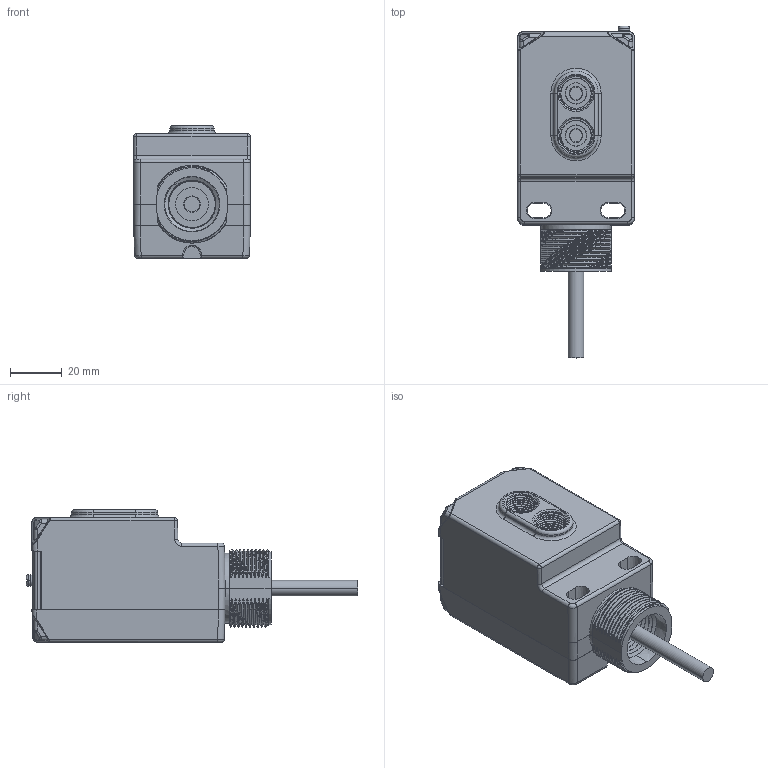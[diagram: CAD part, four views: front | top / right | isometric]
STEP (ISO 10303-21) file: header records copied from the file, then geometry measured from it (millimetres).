
FILE_DESCRIPTION((''),'2;1');
FILE_NAME('RLK61_FO_CB_ASM','2011-05-10T',('sereneee'),(''),'PRO/ENGINEER BY PARAMETRIC TECHNOLOGY CORPORATION, 2006140','PRO/ENGINEER BY PARAMETRIC TECHNOLOGY CORPORATION, 2006140','');
FILE_SCHEMA(('CONFIG_CONTROL_DESIGN'));
Length unit declared in the file: millimetre
Products named in the file (14): MSBR-12; MSBR-11; MSBR-10; MSBR-9; MSBR-8; MSBR-7; MSBR-6; MSBR-5; MSBR-4; MSBR-3; MSBR-2; MSBR-1; _RLK61_FO_CB; RLK61_FO_CB_ASM
Assembly tree (13 placements, depth 2):
  RLK61_FO_CB_ASM
    MSBR-12
    MSBR-11
    MSBR-10
    MSBR-9
    MSBR-8
    MSBR-7
    MSBR-6
    MSBR-5
    MSBR-4
    MSBR-3
    MSBR-2
    MSBR-1
    _RLK61_FO_CB
Bounding box: 45 x 127.96 x 51.1 mm (x, y, z)
Volume: 65749.6 mm3; surface area: 55968.2 mm2
Topology: 12 solids, 14 shells, 1530 faces, 4327 edges, 2859 vertices
Faces by surface type: plane 937, cylinder 283, cone 143, bspline 120, torus 41, extrusion 4, sphere 2
Entity records: 67886 total; most frequent: CARTESIAN_POINT 29152, ORIENTED_EDGE 8644, DIRECTION 7117, EDGE_CURVE 4327, VERTEX_POINT 2859, VECTOR 2643, LINE 2639, AXIS2_PLACEMENT_3D 2237
